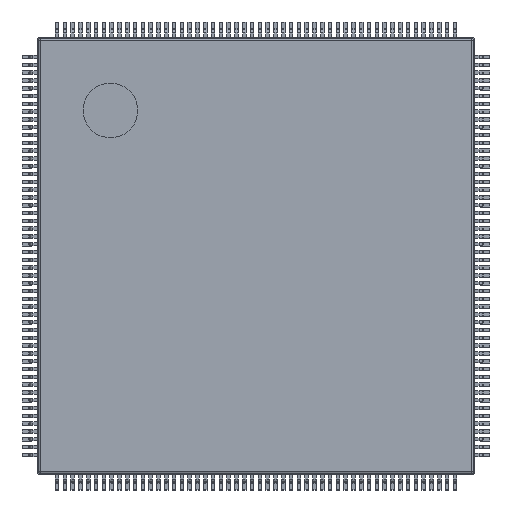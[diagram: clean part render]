
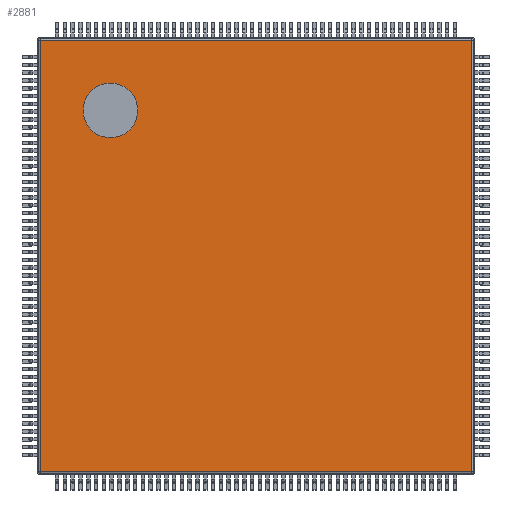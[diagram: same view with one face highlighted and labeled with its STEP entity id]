
A CAD part, top view. The second image highlights one B-rep face of the part: STEP entity #2881.
In plain terms, the highlighted planar face has unit normal (0, 0, 1).
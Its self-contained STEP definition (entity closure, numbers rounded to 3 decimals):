
#2536 = VERTEX_POINT('',#2537);
#2537 = CARTESIAN_POINT('',(0.165,0.165,1.6));
#2544 = EDGE_CURVE('',#2536,#2545,#2547,.T.);
#2545 = VERTEX_POINT('',#2546);
#2546 = CARTESIAN_POINT('',(0.165,27.835,1.6));
#2547 = LINE('',#2548,#2549);
#2548 = CARTESIAN_POINT('',(0.165,0.075,1.6));
#2549 = VECTOR('',#2550,1.);
#2550 = DIRECTION('',(0.,1.,-0.));
#2881 = ADVANCED_FACE('',(#2882,#2907),#2918,.T.);
#2882 = FACE_BOUND('',#2883,.T.);
#2883 = EDGE_LOOP('',(#2884,#2885,#2893,#2901));
#2884 = ORIENTED_EDGE('',*,*,#2544,.F.);
#2885 = ORIENTED_EDGE('',*,*,#2886,.T.);
#2886 = EDGE_CURVE('',#2536,#2887,#2889,.T.);
#2887 = VERTEX_POINT('',#2888);
#2888 = CARTESIAN_POINT('',(27.835,0.165,1.6));
#2889 = LINE('',#2890,#2891);
#2890 = CARTESIAN_POINT('',(0.075,0.165,1.6));
#2891 = VECTOR('',#2892,1.);
#2892 = DIRECTION('',(1.,-0.,0.));
#2893 = ORIENTED_EDGE('',*,*,#2894,.T.);
#2894 = EDGE_CURVE('',#2887,#2895,#2897,.T.);
#2895 = VERTEX_POINT('',#2896);
#2896 = CARTESIAN_POINT('',(27.835,27.835,1.6));
#2897 = LINE('',#2898,#2899);
#2898 = CARTESIAN_POINT('',(27.835,0.075,1.6));
#2899 = VECTOR('',#2900,1.);
#2900 = DIRECTION('',(0.,1.,-0.));
#2901 = ORIENTED_EDGE('',*,*,#2902,.F.);
#2902 = EDGE_CURVE('',#2545,#2895,#2903,.T.);
#2903 = LINE('',#2904,#2905);
#2904 = CARTESIAN_POINT('',(0.075,27.835,1.6));
#2905 = VECTOR('',#2906,1.);
#2906 = DIRECTION('',(1.,0.,0.));
#2907 = FACE_BOUND('',#2908,.T.);
#2908 = EDGE_LOOP('',(#2909));
#2909 = ORIENTED_EDGE('',*,*,#2910,.F.);
#2910 = EDGE_CURVE('',#2911,#2911,#2913,.T.);
#2911 = VERTEX_POINT('',#2912);
#2912 = CARTESIAN_POINT('',(6.417,23.333,1.6));
#2913 = CIRCLE('',#2914,1.75);
#2914 = AXIS2_PLACEMENT_3D('',#2915,#2916,#2917);
#2915 = CARTESIAN_POINT('',(4.667,23.333,1.6));
#2916 = DIRECTION('',(0.,0.,1.));
#2917 = DIRECTION('',(1.,0.,-0.));
#2918 = PLANE('',#2919);
#2919 = AXIS2_PLACEMENT_3D('',#2920,#2921,#2922);
#2920 = CARTESIAN_POINT('',(0.,0.,1.6));
#2921 = DIRECTION('',(0.,0.,1.));
#2922 = DIRECTION('',(1.,0.,-0.));
